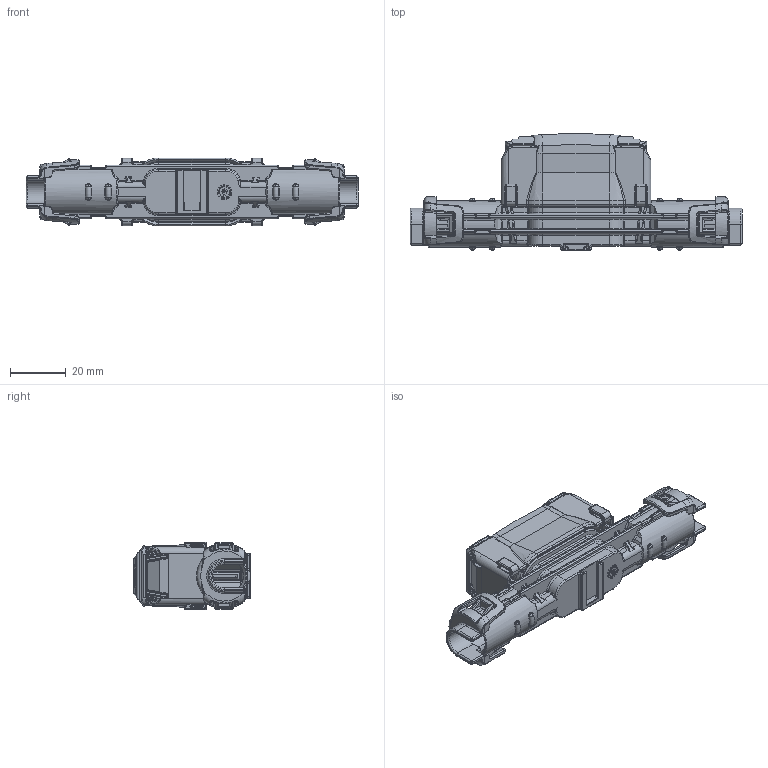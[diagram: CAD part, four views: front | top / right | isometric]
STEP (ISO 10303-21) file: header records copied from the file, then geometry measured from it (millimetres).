
FILE_DESCRIPTION((''),'2;1');
FILE_NAME('JCASE_HOLDER_IN-LINE_SERIES_ASM','2023-12-19T14:08:52',('20077268'),(''),'CREO PARAMETRIC BY PTC INC, 2017110','CREO PARAMETRIC BY PTC INC, 2017110','');
FILE_SCHEMA(('CONFIG_CONTROL_DESIGN'));
Products named in the file (10): PC26-2003A-B001_MOLD_NCF; PC22-2004A-C000_NCF; PC26-2003A-B001_NCF_ASM; PC14-2002A-B002_NCF_INST; PC50-2000A-A001_NCF_ASM; JCASE_FUSE; PC27-2003A-B001_NCF; PC38-2004A-B003_NCF; PC38-2005A-B003_NCF; JCASE_HOLDER_IN-LINE_SERIES_ASM
Assembly tree (12 placements, depth 4):
  JCASE_HOLDER_IN-LINE_SERIES_ASM
    PC50-2000A-A001_NCF_ASM
      PC26-2003A-B001_NCF_ASM
        PC26-2003A-B001_MOLD_NCF
        PC22-2004A-C000_NCF  x2
      PC14-2002A-B002_NCF_INST
    JCASE_FUSE
    PC27-2003A-B001_NCF
    PC38-2004A-B003_NCF  x2
    PC38-2005A-B003_NCF  x2
Bounding box: 119.2 x 41.84 x 24.41 mm (x, y, z)
Volume: 29661.2 mm3; surface area: 39447.7 mm2
Topology: 12 solids, 12 shells, 5225 faces, 13123 edges, 8014 vertices
Faces by surface type: plane 1974, cylinder 1341, bspline 1041, torus 384, extrusion 203, sphere 166, cone 116
Entity records: 182599 total; most frequent: CARTESIAN_POINT 79038, ORIENTED_EDGE 23506, DIRECTION 18410, EDGE_CURVE 11753, VERTEX_POINT 7208, AXIS2_PLACEMENT_3D 6228, VECTOR 5954, LINE 5753
